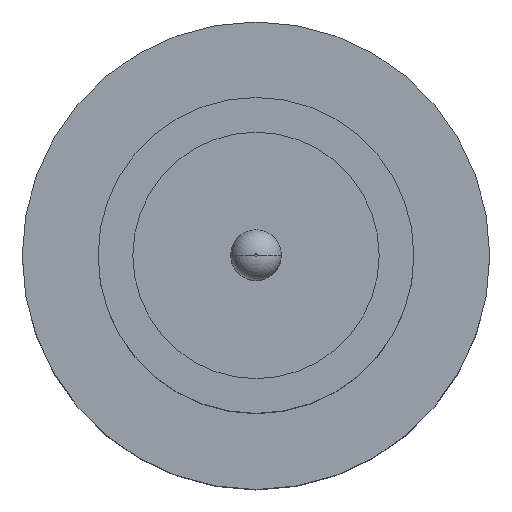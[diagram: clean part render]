
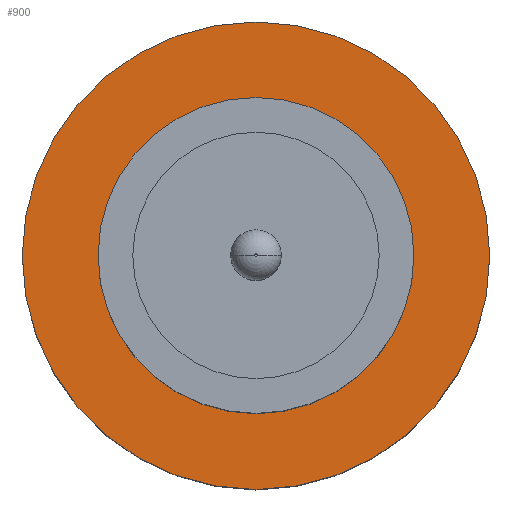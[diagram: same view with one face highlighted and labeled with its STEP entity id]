
A CAD part, top view. The second image highlights one B-rep face of the part: STEP entity #900.
In plain terms, the highlighted planar face has unit normal (0, 0, 1).
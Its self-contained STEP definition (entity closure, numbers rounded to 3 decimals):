
#15 = VERTEX_POINT ( 'NONE', #772 ) ;
#18 = EDGE_LOOP ( 'NONE', ( #612, #456 ) ) ;
#42 = DIRECTION ( 'NONE',  ( 1., 0., 0. ) ) ;
#43 = EDGE_CURVE ( 'NONE', #417, #664, #891, .T. ) ;
#51 = CARTESIAN_POINT ( 'NONE',  ( 0., 0., 1.55 ) ) ;
#56 = AXIS2_PLACEMENT_3D ( 'NONE', #562, #415, #631 ) ;
#63 = PLANE ( 'NONE',  #372 ) ;
#65 = CIRCLE ( 'NONE', #191, 1.25 ) ;
#110 = AXIS2_PLACEMENT_3D ( 'NONE', #586, #887, #42 ) ;
#136 = ORIENTED_EDGE ( 'NONE', *, *, #876, .F. ) ;
#149 = FACE_OUTER_BOUND ( 'NONE', #18, .T. ) ;
#165 = EDGE_CURVE ( 'NONE', #373, #15, #567, .T. ) ;
#191 = AXIS2_PLACEMENT_3D ( 'NONE', #532, #275, #269 ) ;
#258 = DIRECTION ( 'NONE',  ( 0., 0., 1. ) ) ;
#269 = DIRECTION ( 'NONE',  ( 1., 0., 0. ) ) ;
#275 = DIRECTION ( 'NONE',  ( 0., 0., 1. ) ) ;
#372 = AXIS2_PLACEMENT_3D ( 'NONE', #51, #700, #476 ) ;
#373 = VERTEX_POINT ( 'NONE', #535 ) ;
#415 = DIRECTION ( 'NONE',  ( 0., 0., 1. ) ) ;
#417 = VERTEX_POINT ( 'NONE', #419 ) ;
#419 = CARTESIAN_POINT ( 'NONE',  ( 1.25, 0., 1.55 ) ) ;
#424 = CARTESIAN_POINT ( 'NONE',  ( 0., 0., 1.55 ) ) ;
#456 = ORIENTED_EDGE ( 'NONE', *, *, #165, .T. ) ;
#476 = DIRECTION ( 'NONE',  ( 1., 0., 0. ) ) ;
#507 = ORIENTED_EDGE ( 'NONE', *, *, #43, .F. ) ;
#532 = CARTESIAN_POINT ( 'NONE',  ( 0., 0., 1.55 ) ) ;
#535 = CARTESIAN_POINT ( 'NONE',  ( 1.85, 0., 1.55 ) ) ;
#536 = DIRECTION ( 'NONE',  ( 1., 0., 0. ) ) ;
#562 = CARTESIAN_POINT ( 'NONE',  ( 0., 0., 1.55 ) ) ;
#567 = CIRCLE ( 'NONE', #110, 1.85 ) ;
#578 = EDGE_LOOP ( 'NONE', ( #507, #136 ) ) ;
#586 = CARTESIAN_POINT ( 'NONE',  ( 0., 0., 1.55 ) ) ;
#592 = FACE_BOUND ( 'NONE', #578, .T. ) ;
#612 = ORIENTED_EDGE ( 'NONE', *, *, #826, .T. ) ;
#631 = DIRECTION ( 'NONE',  ( 1., 0., 0. ) ) ;
#664 = VERTEX_POINT ( 'NONE', #736 ) ;
#700 = DIRECTION ( 'NONE',  ( 0., 0., 1. ) ) ;
#706 = AXIS2_PLACEMENT_3D ( 'NONE', #424, #258, #536 ) ;
#736 = CARTESIAN_POINT ( 'NONE',  ( -1.25, 0., 1.55 ) ) ;
#772 = CARTESIAN_POINT ( 'NONE',  ( -1.85, 0., 1.55 ) ) ;
#826 = EDGE_CURVE ( 'NONE', #15, #373, #897, .T. ) ;
#876 = EDGE_CURVE ( 'NONE', #664, #417, #65, .T. ) ;
#887 = DIRECTION ( 'NONE',  ( 0., 0., 1. ) ) ;
#891 = CIRCLE ( 'NONE', #56, 1.25 ) ;
#897 = CIRCLE ( 'NONE', #706, 1.85 ) ;
#900 = ADVANCED_FACE ( 'NONE', ( #592, #149 ), #63, .T. ) ;
